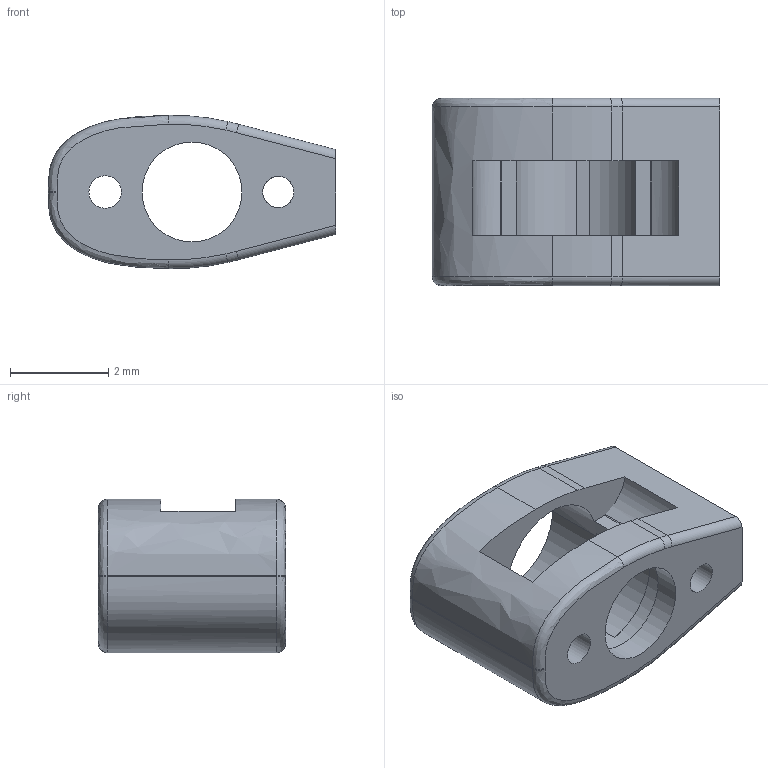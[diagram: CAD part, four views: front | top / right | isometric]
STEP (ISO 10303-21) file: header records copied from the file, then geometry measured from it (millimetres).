
FILE_DESCRIPTION(/* description */ (''),/* implementation_level */ '2;1');
FILE_NAME(/* name */ 'fff3ce4c-708d-43bc-be66-efd5b7ff8968.stp',/* time_stamp */ '2016-03-24T23:56:23-07:00',/* author */ (''),/* organization */ (''),/* preprocessor_version */ 'ST-DEVELOPER v16.2',/* originating_system */ 'Autodesk Translation Framework v4.3.0.3010',/* authorisation */ '');
FILE_SCHEMA (('AUTOMOTIVE_DESIGN { 1 0 10303 214 3 1 1 }'));
Length unit declared in the file: centimetre
Products named in the file (1): nutpeice_v7-Mod v2_DR v1
Bounding box: 5.84 x 3.81 x 3.12 mm (x, y, z)
Volume: 32.5 mm3; surface area: 158.4 mm2
Topology: 3 solids, 3 shells, 86 faces, 228 edges, 146 vertices
Faces by surface type: plane 29, bspline 25, cylinder 24, torus 8
Full cylindrical faces by diameter (mm): 0.635 x1, 0.66 x1, 2.032 x1, 2.565 x1
Entity records: 3746 total; most frequent: CARTESIAN_POINT 1668, ORIENTED_EDGE 446, DIRECTION 371, EDGE_CURVE 223, VERTEX_POINT 145, AXIS2_PLACEMENT_3D 133, LINE 105, VECTOR 105
